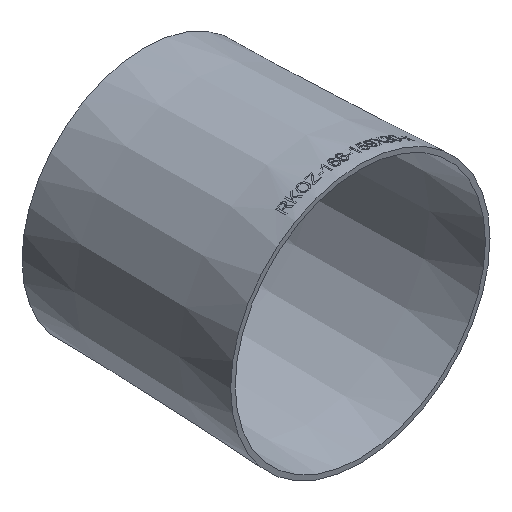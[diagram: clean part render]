
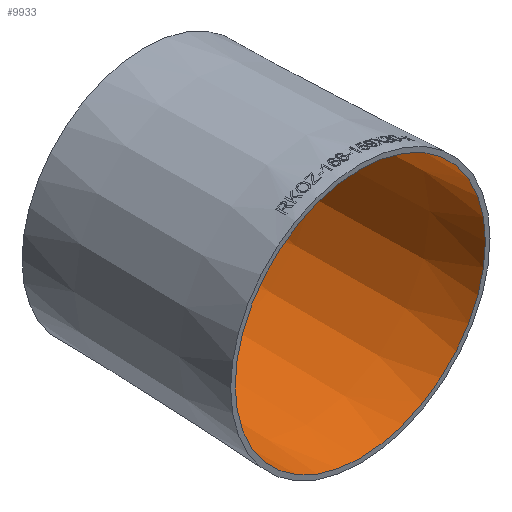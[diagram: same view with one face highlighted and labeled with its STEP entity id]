
A CAD part, isometric view. The second image highlights one B-rep face of the part: STEP entity #9933.
In plain terms, the highlighted conical face has half-angle 1.902 degrees and reference radius 81.148 mm.
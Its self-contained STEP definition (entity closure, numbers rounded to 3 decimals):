
#226 = ORIENTED_EDGE ( 'NONE', *, *, #13534, .F. ) ;
#1318 = CARTESIAN_POINT ( 'NONE',  ( 0., 140., 0. ) ) ;
#2352 = CIRCLE ( 'NONE', #16576, 81.148 ) ;
#3835 = CARTESIAN_POINT ( 'NONE',  ( 0., 140., -76.498 ) ) ;
#3848 = DIRECTION ( 'NONE',  ( 0., -1., 0. ) ) ;
#5564 = EDGE_CURVE ( 'NONE', #12023, #12023, #2352, .T. ) ;
#6525 = ORIENTED_EDGE ( 'NONE', *, *, #5564, .T. ) ;
#6551 = VERTEX_POINT ( 'NONE', #3835 ) ;
#6638 = AXIS2_PLACEMENT_3D ( 'NONE', #1318, #22509, #19793 ) ;
#9809 = AXIS2_PLACEMENT_3D ( 'NONE', #27977, #27483, #22562 ) ;
#9933 = ADVANCED_FACE ( 'NONE', ( #14856, #30032 ), #22423, .F. ) ;
#12023 = VERTEX_POINT ( 'NONE', #14621 ) ;
#13534 = EDGE_CURVE ( 'NONE', #6551, #6551, #31203, .T. ) ;
#14304 = DIRECTION ( 'NONE',  ( 0., 0., -1. ) ) ;
#14621 = CARTESIAN_POINT ( 'NONE',  ( 0., 0., -81.148 ) ) ;
#14856 = FACE_BOUND ( 'NONE', #18278, .T. ) ;
#16576 = AXIS2_PLACEMENT_3D ( 'NONE', #29812, #3848, #14304 ) ;
#18278 = EDGE_LOOP ( 'NONE', ( #226 ) ) ;
#19793 = DIRECTION ( 'NONE',  ( 0., 0., -1. ) ) ;
#22423 = CONICAL_SURFACE ( 'NONE', #9809, 81.148, 0.033 ) ;
#22509 = DIRECTION ( 'NONE',  ( 0., -1., 0. ) ) ;
#22562 = DIRECTION ( 'NONE',  ( 0., 0., -1. ) ) ;
#25236 = EDGE_LOOP ( 'NONE', ( #6525 ) ) ;
#27483 = DIRECTION ( 'NONE',  ( 0., -1., 0. ) ) ;
#27977 = CARTESIAN_POINT ( 'NONE',  ( 0., 0., 0. ) ) ;
#29812 = CARTESIAN_POINT ( 'NONE',  ( 0., 0., 0. ) ) ;
#30032 = FACE_OUTER_BOUND ( 'NONE', #25236, .T. ) ;
#31203 = CIRCLE ( 'NONE', #6638, 76.498 ) ;
